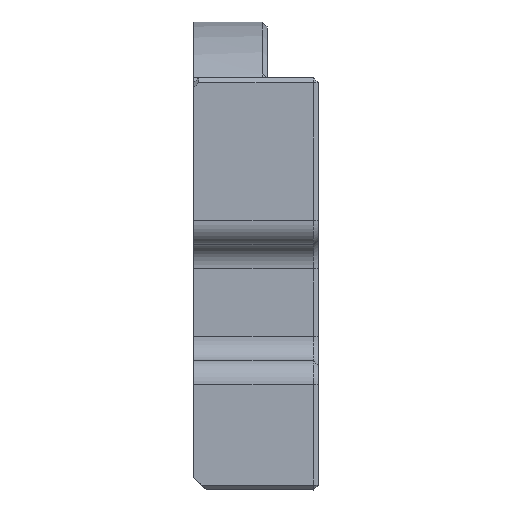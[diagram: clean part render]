
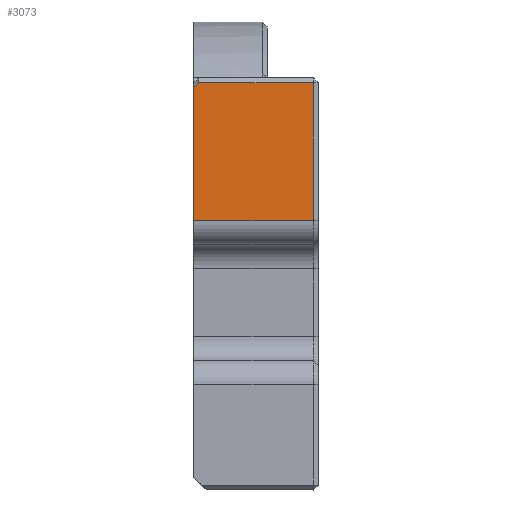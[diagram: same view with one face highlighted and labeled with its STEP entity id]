
A CAD part, left-side view. The second image highlights one B-rep face of the part: STEP entity #3073.
In plain terms, the highlighted planar face has unit normal (-1, 0, 0).
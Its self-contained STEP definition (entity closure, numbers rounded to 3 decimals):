
#249=FACE_OUTER_BOUND('',#435,.T.);
#435=EDGE_LOOP('',(#2081,#2082,#2083,#2084,#2085));
#637=LINE('',#4491,#967);
#656=LINE('',#4551,#986);
#657=LINE('',#4555,#987);
#658=LINE('',#4557,#988);
#659=LINE('',#4558,#989);
#967=VECTOR('',#3564,10.);
#986=VECTOR('',#3627,2.);
#987=VECTOR('',#3632,1000.);
#988=VECTOR('',#3633,10.);
#989=VECTOR('',#3634,10.);
#1297=VERTEX_POINT('',#4488);
#1298=VERTEX_POINT('',#4490);
#1317=VERTEX_POINT('',#4550);
#1318=VERTEX_POINT('',#4554);
#1319=VERTEX_POINT('',#4556);
#1579=EDGE_CURVE('',#1297,#1298,#637,.T.);
#1609=EDGE_CURVE('',#1298,#1317,#656,.T.);
#1611=EDGE_CURVE('',#1318,#1297,#657,.T.);
#1612=EDGE_CURVE('',#1318,#1319,#658,.T.);
#1613=EDGE_CURVE('',#1317,#1319,#659,.T.);
#2081=ORIENTED_EDGE('',*,*,#1579,.F.);
#2082=ORIENTED_EDGE('',*,*,#1611,.F.);
#2083=ORIENTED_EDGE('',*,*,#1612,.T.);
#2084=ORIENTED_EDGE('',*,*,#1613,.F.);
#2085=ORIENTED_EDGE('',*,*,#1609,.F.);
#2947=PLANE('',#3286);
#3073=ADVANCED_FACE('',(#249),#2947,.T.);
#3286=AXIS2_PLACEMENT_3D('',#4553,#3630,#3631);
#3564=DIRECTION('',(0.,0.,-1.));
#3627=DIRECTION('',(0.,1.,0.));
#3630=DIRECTION('center_axis',(-1.,0.,0.));
#3631=DIRECTION('ref_axis',(0.,0.,-1.));
#3632=DIRECTION('',(0.,-1.,0.));
#3633=DIRECTION('',(0.,0.707,-0.707));
#3634=DIRECTION('',(0.,0.,1.));
#4488=CARTESIAN_POINT('',(-10.455,222.45,12.4));
#4490=CARTESIAN_POINT('',(-10.455,222.45,1.349));
#4491=CARTESIAN_POINT('',(-10.455,222.45,5.838));
#4550=CARTESIAN_POINT('',(-10.455,232.05,1.349));
#4551=CARTESIAN_POINT('',(-10.455,222.05,1.349));
#4553=CARTESIAN_POINT('Origin',(-10.455,226.05,12.8));
#4554=CARTESIAN_POINT('',(-10.455,231.65,12.4));
#4555=CARTESIAN_POINT('',(-10.455,226.05,12.4));
#4556=CARTESIAN_POINT('',(-10.455,232.05,12.));
#4557=CARTESIAN_POINT('',(-10.455,230.05,14.));
#4558=CARTESIAN_POINT('',(-10.455,232.05,3.238));
